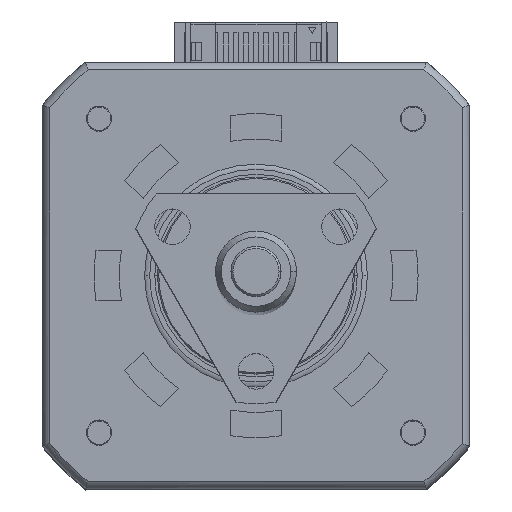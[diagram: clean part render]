
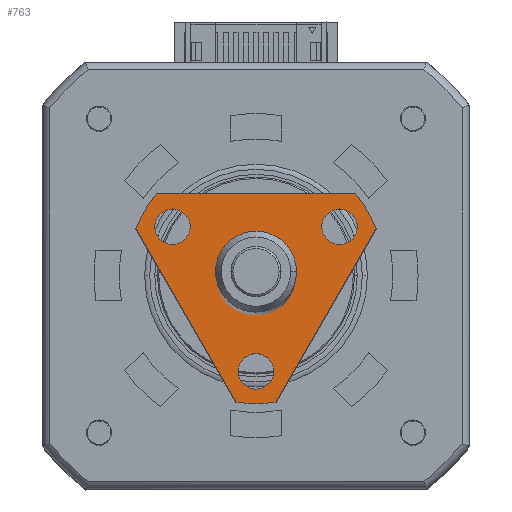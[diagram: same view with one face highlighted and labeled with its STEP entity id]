
A CAD part, top view. The second image highlights one B-rep face of the part: STEP entity #763.
In plain terms, the highlighted planar face has unit normal (0, 0, 1).
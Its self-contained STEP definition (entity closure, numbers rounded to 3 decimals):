
#79 = VERTEX_POINT ( 'NONE', #8827 ) ;
#302 = VECTOR ( 'NONE', #9244, 1000. ) ;
#740 = FACE_BOUND ( 'NONE', #10285, .T. ) ;
#763 = ADVANCED_FACE ( 'NONE', ( #27807, #20384, #4242, #740, #21276 ), #3350, .F. ) ;
#928 = VERTEX_POINT ( 'NONE', #3968 ) ;
#1075 = VERTEX_POINT ( 'NONE', #4576 ) ;
#1356 = EDGE_CURVE ( 'NONE', #22908, #11241, #12553, .T. ) ;
#2006 = EDGE_CURVE ( 'NONE', #9940, #19426, #21229, .T. ) ;
#2440 = AXIS2_PLACEMENT_3D ( 'NONE', #19248, #16796, #11100 ) ;
#2654 = VECTOR ( 'NONE', #29616, 1000. ) ;
#3148 = CIRCLE ( 'NONE', #32691, 1.75 ) ;
#3350 = PLANE ( 'NONE',  #7052 ) ;
#3356 = VECTOR ( 'NONE', #4890, 1000. ) ;
#3823 = ORIENTED_EDGE ( 'NONE', *, *, #2006, .F. ) ;
#3921 = ORIENTED_EDGE ( 'NONE', *, *, #24384, .T. ) ;
#3922 = VERTEX_POINT ( 'NONE', #16538 ) ;
#3968 = CARTESIAN_POINT ( 'NONE',  ( -3., 0., 34. ) ) ;
#4036 = CIRCLE ( 'NONE', #15564, 12.7 ) ;
#4136 = VERTEX_POINT ( 'NONE', #30720 ) ;
#4242 = FACE_BOUND ( 'NONE', #4601, .T. ) ;
#4576 = CARTESIAN_POINT ( 'NONE',  ( -6.512, 8.249, 34. ) ) ;
#4590 = DIRECTION ( 'NONE',  ( 0., 0., -1. ) ) ;
#4601 = EDGE_LOOP ( 'NONE', ( #3921, #16433 ) ) ;
#4890 = DIRECTION ( 'NONE',  ( 0., 1., 0. ) ) ;
#5172 = ORIENTED_EDGE ( 'NONE', *, *, #23978, .T. ) ;
#6026 = EDGE_CURVE ( 'NONE', #3922, #22312, #24097, .T. ) ;
#6404 = CARTESIAN_POINT ( 'NONE',  ( 9.525, 0., 34. ) ) ;
#6763 = DIRECTION ( 'NONE',  ( 0., 0., -1. ) ) ;
#6803 = CARTESIAN_POINT ( 'NONE',  ( -8., 13.856, 34. ) ) ;
#6884 = VERTEX_POINT ( 'NONE', #34078 ) ;
#7052 = AXIS2_PLACEMENT_3D ( 'NONE', #21134, #23809, #22469 ) ;
#7415 = DIRECTION ( 'NONE',  ( -1., 0., 0. ) ) ;
#7557 = DIRECTION ( 'NONE',  ( 1., 0., 0. ) ) ;
#7746 = LINE ( 'NONE', #6803, #302 ) ;
#7968 = CARTESIAN_POINT ( 'NONE',  ( -6.512, -8.249, 34. ) ) ;
#8094 = DIRECTION ( 'NONE',  ( -1., 0., 0. ) ) ;
#8270 = EDGE_CURVE ( 'NONE', #928, #6884, #14351, .T. ) ;
#8329 = CARTESIAN_POINT ( 'NONE',  ( 0., 0., 34. ) ) ;
#8711 = DIRECTION ( 'NONE',  ( 0., 0., -1. ) ) ;
#8827 = CARTESIAN_POINT ( 'NONE',  ( -4.542, 11.86, 34. ) ) ;
#9199 = DIRECTION ( 'NONE',  ( -1., 0., 0. ) ) ;
#9244 = DIRECTION ( 'NONE',  ( 0.866, -0.5, 0. ) ) ;
#9420 = DIRECTION ( 'NONE',  ( 1., 0., 0. ) ) ;
#9940 = VERTEX_POINT ( 'NONE', #29755 ) ;
#10094 = LINE ( 'NONE', #15444, #2654 ) ;
#10285 = EDGE_LOOP ( 'NONE', ( #10544, #5172 ) ) ;
#10419 = DIRECTION ( 'NONE',  ( 0., 0., -1. ) ) ;
#10460 = DIRECTION ( 'NONE',  ( 0., 0., 1. ) ) ;
#10469 = CARTESIAN_POINT ( 'NONE',  ( -8., 9.864, 34. ) ) ;
#10526 = CIRCLE ( 'NONE', #13940, 3. ) ;
#10544 = ORIENTED_EDGE ( 'NONE', *, *, #35241, .T. ) ;
#11100 = DIRECTION ( 'NONE',  ( -1., 0., 0. ) ) ;
#11241 = VERTEX_POINT ( 'NONE', #24031 ) ;
#11454 = EDGE_CURVE ( 'NONE', #21029, #27418, #15971, .T. ) ;
#11608 = DIRECTION ( 'NONE',  ( -1., 0., 0. ) ) ;
#12482 = DIRECTION ( 'NONE',  ( -1., 0., 0. ) ) ;
#12502 = AXIS2_PLACEMENT_3D ( 'NONE', #15520, #20908, #12482 ) ;
#12553 = CIRCLE ( 'NONE', #19176, 1.75 ) ;
#13742 = EDGE_CURVE ( 'NONE', #27418, #21029, #17180, .T. ) ;
#13940 = AXIS2_PLACEMENT_3D ( 'NONE', #23254, #23377, #28878 ) ;
#14351 = CIRCLE ( 'NONE', #15562, 3. ) ;
#14480 = CARTESIAN_POINT ( 'NONE',  ( -3.012, 8.249, 34. ) ) ;
#14890 = CIRCLE ( 'NONE', #33857, 12.7 ) ;
#15038 = CARTESIAN_POINT ( 'NONE',  ( 12.542, -1.996, 34. ) ) ;
#15155 = CIRCLE ( 'NONE', #15282, 1.75 ) ;
#15211 = EDGE_CURVE ( 'NONE', #4136, #9940, #4036, .T. ) ;
#15282 = AXIS2_PLACEMENT_3D ( 'NONE', #24899, #21984, #8094 ) ;
#15377 = CARTESIAN_POINT ( 'NONE',  ( 0., 0., 34. ) ) ;
#15444 = CARTESIAN_POINT ( 'NONE',  ( 16., 0., 34. ) ) ;
#15520 = CARTESIAN_POINT ( 'NONE',  ( -4.762, 8.249, 34. ) ) ;
#15562 = AXIS2_PLACEMENT_3D ( 'NONE', #21660, #10460, #7557 ) ;
#15564 = AXIS2_PLACEMENT_3D ( 'NONE', #15377, #6763, #18043 ) ;
#15703 = AXIS2_PLACEMENT_3D ( 'NONE', #27329, #10419, #21981 ) ;
#15971 = CIRCLE ( 'NONE', #2440, 1.75 ) ;
#16433 = ORIENTED_EDGE ( 'NONE', *, *, #1356, .T. ) ;
#16538 = CARTESIAN_POINT ( 'NONE',  ( 12.542, 1.996, 34. ) ) ;
#16796 = DIRECTION ( 'NONE',  ( 0., 0., -1. ) ) ;
#17180 = CIRCLE ( 'NONE', #26134, 1.75 ) ;
#17342 = AXIS2_PLACEMENT_3D ( 'NONE', #20601, #23275, #9420 ) ;
#18043 = DIRECTION ( 'NONE',  ( 1., 0., 0. ) ) ;
#19176 = AXIS2_PLACEMENT_3D ( 'NONE', #33937, #8711, #11608 ) ;
#19243 = ORIENTED_EDGE ( 'NONE', *, *, #27161, .F. ) ;
#19248 = CARTESIAN_POINT ( 'NONE',  ( -4.762, -8.249, 34. ) ) ;
#19426 = VERTEX_POINT ( 'NONE', #10469 ) ;
#20207 = ORIENTED_EDGE ( 'NONE', *, *, #6026, .F. ) ;
#20384 = FACE_BOUND ( 'NONE', #29061, .T. ) ;
#20574 = EDGE_CURVE ( 'NONE', #22312, #32497, #24276, .T. ) ;
#20601 = CARTESIAN_POINT ( 'NONE',  ( 0., 0., 34. ) ) ;
#20908 = DIRECTION ( 'NONE',  ( 0., 0., -1. ) ) ;
#21029 = VERTEX_POINT ( 'NONE', #7968 ) ;
#21134 = CARTESIAN_POINT ( 'NONE',  ( 0., 0., 34. ) ) ;
#21206 = VERTEX_POINT ( 'NONE', #14480 ) ;
#21229 = LINE ( 'NONE', #21593, #3356 ) ;
#21276 = FACE_OUTER_BOUND ( 'NONE', #22642, .T. ) ;
#21593 = CARTESIAN_POINT ( 'NONE',  ( -8., -13.856, 34. ) ) ;
#21660 = CARTESIAN_POINT ( 'NONE',  ( 0., 0., 34. ) ) ;
#21981 = DIRECTION ( 'NONE',  ( 1., 0., 0. ) ) ;
#21984 = DIRECTION ( 'NONE',  ( 0., 0., -1. ) ) ;
#22312 = VERTEX_POINT ( 'NONE', #28876 ) ;
#22364 = CIRCLE ( 'NONE', #12502, 1.75 ) ;
#22469 = DIRECTION ( 'NONE',  ( -1., 0., 0. ) ) ;
#22642 = EDGE_LOOP ( 'NONE', ( #19243, #31065, #3823, #23426, #35297, #29116, #20207 ) ) ;
#22908 = VERTEX_POINT ( 'NONE', #33868 ) ;
#23254 = CARTESIAN_POINT ( 'NONE',  ( 0., 0., 34. ) ) ;
#23275 = DIRECTION ( 'NONE',  ( 0., 0., -1. ) ) ;
#23377 = DIRECTION ( 'NONE',  ( 0., 0., 1. ) ) ;
#23426 = ORIENTED_EDGE ( 'NONE', *, *, #15211, .F. ) ;
#23809 = DIRECTION ( 'NONE',  ( 0., 0., -1. ) ) ;
#23978 = EDGE_CURVE ( 'NONE', #21206, #1075, #22364, .T. ) ;
#24031 = CARTESIAN_POINT ( 'NONE',  ( 7.775, 0., 34. ) ) ;
#24097 = CIRCLE ( 'NONE', #15703, 12.7 ) ;
#24276 = CIRCLE ( 'NONE', #17342, 12.7 ) ;
#24384 = EDGE_CURVE ( 'NONE', #11241, #22908, #3148, .T. ) ;
#24544 = ORIENTED_EDGE ( 'NONE', *, *, #8270, .F. ) ;
#24899 = CARTESIAN_POINT ( 'NONE',  ( -4.762, 8.249, 34. ) ) ;
#24982 = EDGE_CURVE ( 'NONE', #19426, #79, #14890, .T. ) ;
#25068 = EDGE_LOOP ( 'NONE', ( #30690, #24544 ) ) ;
#25226 = EDGE_CURVE ( 'NONE', #6884, #928, #10526, .T. ) ;
#25368 = EDGE_CURVE ( 'NONE', #32497, #4136, #10094, .T. ) ;
#26134 = AXIS2_PLACEMENT_3D ( 'NONE', #35215, #4590, #7415 ) ;
#27161 = EDGE_CURVE ( 'NONE', #79, #3922, #7746, .T. ) ;
#27329 = CARTESIAN_POINT ( 'NONE',  ( 0., 0., 34. ) ) ;
#27418 = VERTEX_POINT ( 'NONE', #30198 ) ;
#27796 = DIRECTION ( 'NONE',  ( 0., 0., -1. ) ) ;
#27807 = FACE_BOUND ( 'NONE', #25068, .T. ) ;
#28120 = ORIENTED_EDGE ( 'NONE', *, *, #13742, .T. ) ;
#28876 = CARTESIAN_POINT ( 'NONE',  ( 12.7, 0., 34. ) ) ;
#28878 = DIRECTION ( 'NONE',  ( 1., 0., 0. ) ) ;
#29061 = EDGE_LOOP ( 'NONE', ( #30279, #28120 ) ) ;
#29116 = ORIENTED_EDGE ( 'NONE', *, *, #20574, .F. ) ;
#29616 = DIRECTION ( 'NONE',  ( -0.866, -0.5, 0. ) ) ;
#29755 = CARTESIAN_POINT ( 'NONE',  ( -8., -9.864, 34. ) ) ;
#30198 = CARTESIAN_POINT ( 'NONE',  ( -3.012, -8.249, 34. ) ) ;
#30279 = ORIENTED_EDGE ( 'NONE', *, *, #11454, .T. ) ;
#30630 = DIRECTION ( 'NONE',  ( 1., 0., 0. ) ) ;
#30690 = ORIENTED_EDGE ( 'NONE', *, *, #25226, .F. ) ;
#30720 = CARTESIAN_POINT ( 'NONE',  ( -4.542, -11.86, 34. ) ) ;
#31065 = ORIENTED_EDGE ( 'NONE', *, *, #24982, .F. ) ;
#31870 = DIRECTION ( 'NONE',  ( 0., 0., -1. ) ) ;
#32497 = VERTEX_POINT ( 'NONE', #15038 ) ;
#32691 = AXIS2_PLACEMENT_3D ( 'NONE', #6404, #31870, #9199 ) ;
#33857 = AXIS2_PLACEMENT_3D ( 'NONE', #8329, #27796, #30630 ) ;
#33868 = CARTESIAN_POINT ( 'NONE',  ( 11.275, 0., 34. ) ) ;
#33937 = CARTESIAN_POINT ( 'NONE',  ( 9.525, 0., 34. ) ) ;
#34078 = CARTESIAN_POINT ( 'NONE',  ( 3., 0., 34. ) ) ;
#35215 = CARTESIAN_POINT ( 'NONE',  ( -4.762, -8.249, 34. ) ) ;
#35241 = EDGE_CURVE ( 'NONE', #1075, #21206, #15155, .T. ) ;
#35297 = ORIENTED_EDGE ( 'NONE', *, *, #25368, .F. ) ;
